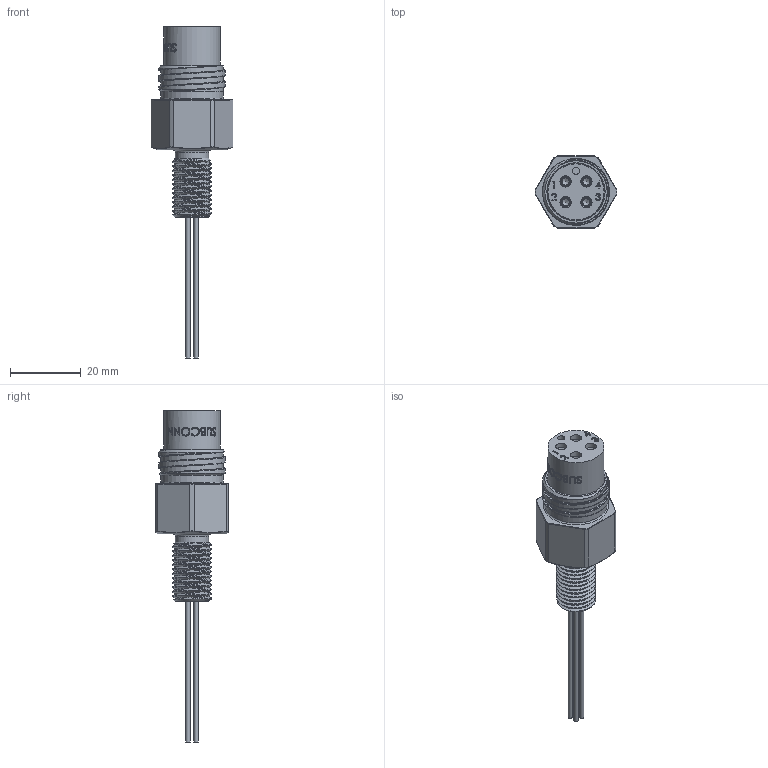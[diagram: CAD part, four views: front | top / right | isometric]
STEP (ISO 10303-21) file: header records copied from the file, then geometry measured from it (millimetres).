
FILE_DESCRIPTION(/* description */ (''),/* implementation_level */ '2;1');
FILE_NAME(/* name */ 'MCBH4F-G2-WB.stp',/* time_stamp */ '2014-12-17T13:25:24+01:00',/* author */ ('sh'),/* organization */ (''),/* preprocessor_version */ 'ST-DEVELOPER v15.2',/* originating_system */ 'Autodesk Inventor 2014',/* authorisation */ '');
FILE_SCHEMA (('AUTOMOTIVE_DESIGN { 1 0 10303 214 3 1 1 }'));
Length unit declared in the file: inch
Products named in the file (1): MCBH4F-G2-WB
Bounding box: 23.11 x 20.62 x 94.06 mm (x, y, z)
Volume: 8144.5 mm3; surface area: 10183.9 mm2
Topology: 11 solids, 11 shells, 511 faces, 1334 edges, 890 vertices
Faces by surface type: plane 188, cylinder 103, bspline 92, torus 87, cone 41
Full cylindrical faces by diameter (mm): 0.813 x4, 1.219 x12, 1.27 x4, 1.372 x4, 1.448 x4, 1.981 x1, 2.052 x4, 2.057 x8, 2.723 x4, 2.812 x4, 3.175 x12, 3.2 x4, 6.731 x1, 9.449 x1, 12.725 x1, 13.462 x1, 14.351 x1, 15.875 x2, 15.926 x2, 16.256 x1, 17.247 x1, 17.628 x1, 18.415 x1
Entity records: 31517 total; most frequent: CARTESIAN_POINT 20447, ORIENTED_EDGE 2210, DIRECTION 2094, EDGE_CURVE 1105, AXIS2_PLACEMENT_3D 860, VERTEX_POINT 825, EDGE_LOOP 726, FACE_OUTER_BOUND 509
